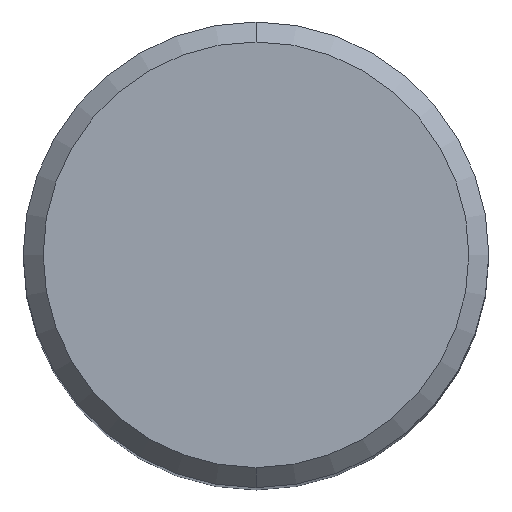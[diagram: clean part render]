
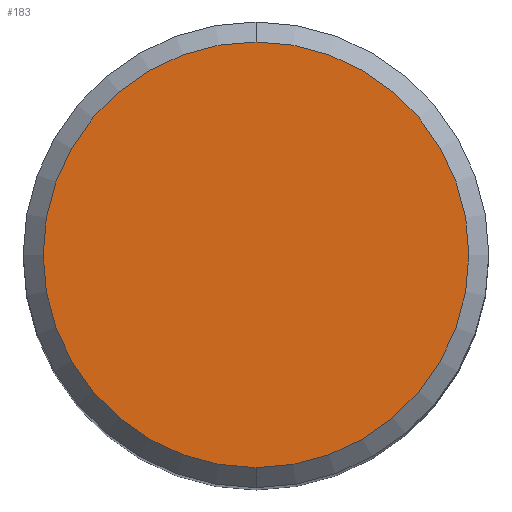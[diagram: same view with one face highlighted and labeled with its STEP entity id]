
A CAD part, top view. The second image highlights one B-rep face of the part: STEP entity #183.
In plain terms, the highlighted planar face has unit normal (0, 0, 1).
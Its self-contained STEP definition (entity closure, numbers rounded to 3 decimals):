
#183=ADVANCED_FACE('',(#484),#485,.T.);
#223=EDGE_CURVE('',#367,#319,#531,.T.);
#319=VERTEX_POINT('',#634);
#367=VERTEX_POINT('',#688);
#379=EDGE_CURVE('',#319,#367,#702,.T.);
#484=FACE_OUTER_BOUND('',#832,.T.);
#485=PLANE('',#833);
#531=CIRCLE('',#970,6.4);
#634=CARTESIAN_POINT('',(0.0,6.4,0.0));
#688=CARTESIAN_POINT('',(0.,-6.4,0.0));
#702=CIRCLE('',#1338,6.4);
#832=EDGE_LOOP('',(#1494,#1495));
#833=AXIS2_PLACEMENT_3D('',#1496,#1497,#1498);
#970=AXIS2_PLACEMENT_3D('',#1560,#1561,#1562);
#1338=AXIS2_PLACEMENT_3D('',#1752,#1753,#1754);
#1494=ORIENTED_EDGE('',*,*,#379,.F.);
#1495=ORIENTED_EDGE('',*,*,#223,.F.);
#1496=CARTESIAN_POINT('',(0.0,3.2,0.0));
#1497=DIRECTION('',(-0.0,0.0,1.0));
#1498=DIRECTION('',(0.0,-1.0,0.0));
#1560=CARTESIAN_POINT('',(0.0,0.0,0.0));
#1561=DIRECTION('',(0.0,0.0,-1.0));
#1562=DIRECTION('',(0.0,1.0,0.0));
#1752=CARTESIAN_POINT('',(0.0,0.0,0.0));
#1753=DIRECTION('',(0.0,0.0,-1.0));
#1754=DIRECTION('',(0.0,1.0,0.0));
